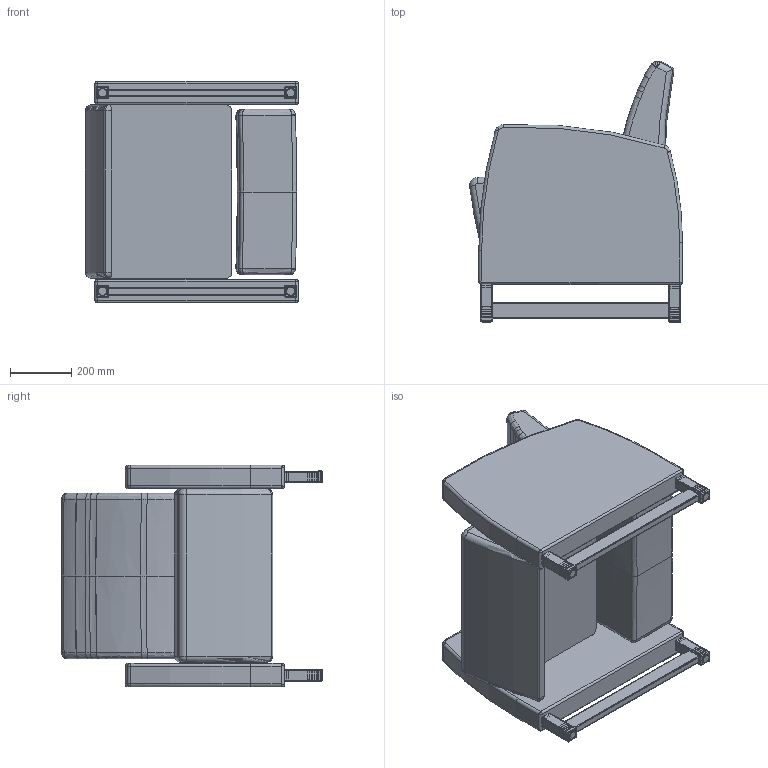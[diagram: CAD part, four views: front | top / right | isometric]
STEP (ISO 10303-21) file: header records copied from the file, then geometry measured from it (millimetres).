
FILE_DESCRIPTION(/* description */ (''),/* implementation_level */ '2;1');
FILE_NAME(/* name */ 'KOU19F.stp',/* time_stamp */ '2017-11-08T11:19:54-05:00',/* author */ ('emehringer'),/* organization */ (''),/* preprocessor_version */ 'ST-DEVELOPER v16.5',/* originating_system */ 'Autodesk Inventor 2017',/* authorisation */ '');
FILE_SCHEMA (('AUTOMOTIVE_DESIGN { 1 0 10303 214 3 1 1 }'));
Length unit declared in the file: inch
Products named in the file (8): KOU19F; KOU10 SEAT; KOU10 NEW BACK; KOU10 UARM; KOU SLED-A; LEG CAP 1.5-1; LEG CAP 1.5-1_1; GLD BLK 5-16
Assembly tree (12 placements, depth 3):
  KOU19F
    KOU10 SEAT
    KOU10 NEW BACK
    KOU10 UARM  x2
    KOU SLED-A  x2
    LEG CAP 1.5-1  x4
      LEG CAP 1.5-1_1
      GLD BLK 5-16
Bounding box: 694.14 x 852.95 x 722 mm (x, y, z)
Volume: 143699876.4 mm3; surface area: 4154036.8 mm2
Topology: 20 solids, 28 shells, 2995 faces, 6367 edges, 3442 vertices
Faces by surface type: cylinder 942, torus 660, bspline 648, plane 645, sphere 80, cone 20
Full cylindrical faces by diameter (mm): 6.528 x8, 7.925 x8, 7.938 x4, 9.525 x4, 9.906 x8, 11.989 x4, 31.75 x4
Entity records: 34180 total; most frequent: CARTESIAN_POINT 15796, ORIENTED_EDGE 3862, DIRECTION 3576, EDGE_CURVE 1933, AXIS2_PLACEMENT_3D 1447, VERTEX_POINT 1077, EDGE_LOOP 934, FACE_OUTER_BOUND 898
